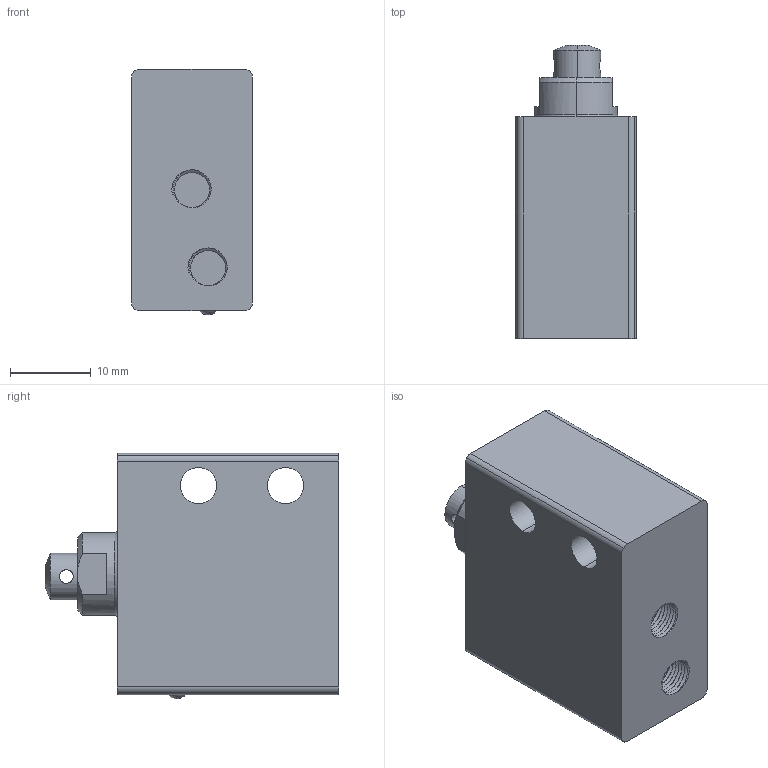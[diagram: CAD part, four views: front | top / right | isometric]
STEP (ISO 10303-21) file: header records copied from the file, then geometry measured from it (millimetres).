
FILE_DESCRIPTION((''),'2;1');
FILE_NAME('08_040_4.stp','2002-12-02T17:01:00',('Branislav Petkovic'),('AZ Pneumatica'),'AutoCAD STEP 2000i','AutoCAD 2000i','Via J. F. Kennedy, 26, 20020 Misinto (MI), ITALY');
FILE_SCHEMA(('CONFIG_CONTROL_DESIGN'));
Length unit declared in the file: millimetre
Products named in the file (5): 08_040_4; 305MA TELO; PART1A; PIPAK 304 MA; PART1
Assembly tree (4 placements, depth 3):
  08_040_4
    305MA TELO
      PART1A
    PIPAK 304 MA
      PART1
Bounding box: 15 x 36.4 x 30.5 mm (x, y, z)
Surface area: 4683.7 mm2 (no closed solid volume)
Topology: 0 solids, 2 shells, 109 faces, 278 edges, 179 vertices
Faces by surface type: cylinder 72, plane 19, cone 10, bspline 6, sphere 2
Entity records: 10087 total; most frequent: CARTESIAN_POINT 7457, ORIENTED_EDGE 550, DIRECTION 468, EDGE_CURVE 275, AXIS2_PLACEMENT_3D 185, VERTEX_POINT 178, EDGE_LOOP 123, FACE_OUTER_BOUND 109
